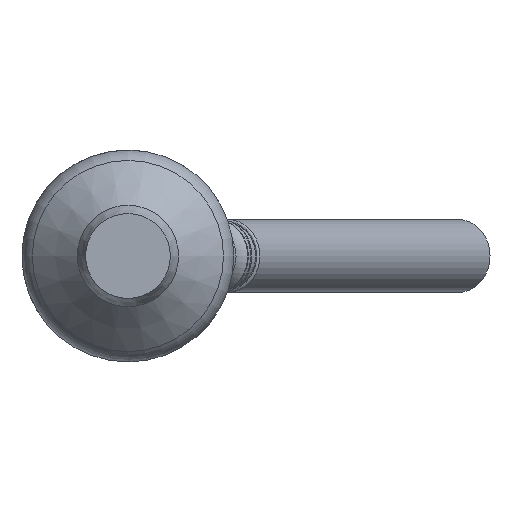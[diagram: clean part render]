
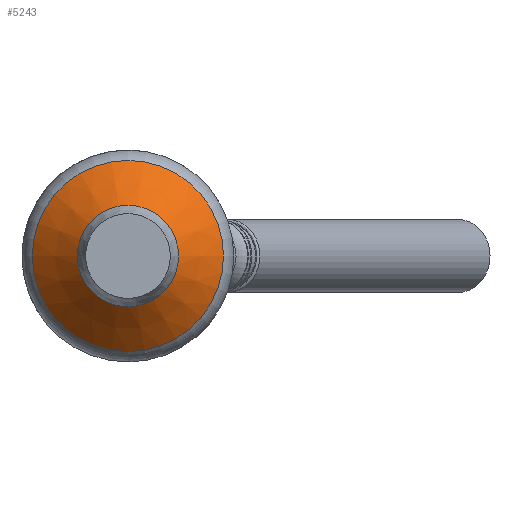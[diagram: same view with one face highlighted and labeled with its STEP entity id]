
A CAD part, left-side view. The second image highlights one B-rep face of the part: STEP entity #5243.
In plain terms, the highlighted conical face has half-angle 45 degrees and reference radius 45 mm.
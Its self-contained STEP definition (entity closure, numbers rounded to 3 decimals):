
#21 = ORIENTED_EDGE ( 'NONE', *, *, #14626, .T. ) ;
#1756 = CARTESIAN_POINT ( 'NONE',  ( -25.607, 0., 0. ) ) ;
#4565 = DIRECTION ( 'NONE',  ( 0., -1., 0. ) ) ;
#5243 = ADVANCED_FACE ( 'NONE', ( #35845, #6888 ), #34970, .T. ) ;
#6812 = EDGE_LOOP ( 'NONE', ( #9556 ) ) ;
#6888 = FACE_OUTER_BOUND ( 'NONE', #6812, .T. ) ;
#8483 = DIRECTION ( 'NONE',  ( 1., 0., 0. ) ) ;
#9090 = EDGE_CURVE ( 'NONE', #15363, #15363, #31317, .T. ) ;
#9556 = ORIENTED_EDGE ( 'NONE', *, *, #9090, .T. ) ;
#11002 = AXIS2_PLACEMENT_3D ( 'NONE', #1756, #21322, #4565 ) ;
#13617 = VERTEX_POINT ( 'NONE', #35570 ) ;
#14626 = EDGE_CURVE ( 'NONE', #13617, #13617, #35962, .T. ) ;
#15363 = VERTEX_POINT ( 'NONE', #21439 ) ;
#17464 = DIRECTION ( 'NONE',  ( 0., 1., 0. ) ) ;
#20203 = AXIS2_PLACEMENT_3D ( 'NONE', #34281, #28606, #17464 ) ;
#21322 = DIRECTION ( 'NONE',  ( -1., 0., 0. ) ) ;
#21439 = CARTESIAN_POINT ( 'NONE',  ( -25.607, -40.607, 0. ) ) ;
#25219 = CARTESIAN_POINT ( 'NONE',  ( -44.678, 0., 0. ) ) ;
#28051 = DIRECTION ( 'NONE',  ( 0., 1., 0. ) ) ;
#28606 = DIRECTION ( 'NONE',  ( 1., 0., 0. ) ) ;
#31317 = CIRCLE ( 'NONE', #11002, 40.607 ) ;
#31784 = EDGE_LOOP ( 'NONE', ( #21 ) ) ;
#34281 = CARTESIAN_POINT ( 'NONE',  ( -21.213, 0., 0. ) ) ;
#34970 = CONICAL_SURFACE ( 'NONE', #20203, 45., 0.785 ) ;
#35497 = AXIS2_PLACEMENT_3D ( 'NONE', #25219, #8483, #28051 ) ;
#35570 = CARTESIAN_POINT ( 'NONE',  ( -44.678, 21.536, 0. ) ) ;
#35845 = FACE_BOUND ( 'NONE', #31784, .T. ) ;
#35962 = CIRCLE ( 'NONE', #35497, 21.536 ) ;
